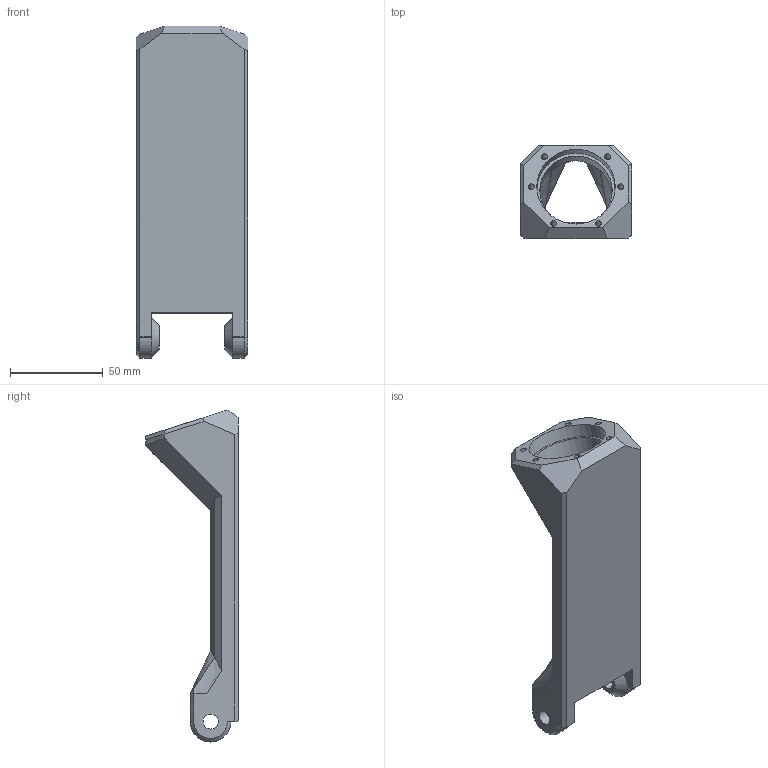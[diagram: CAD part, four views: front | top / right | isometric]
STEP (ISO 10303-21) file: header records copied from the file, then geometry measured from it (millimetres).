
FILE_DESCRIPTION(/* description */ (''),/* implementation_level */ '2;1');
FILE_NAME(/* name */ 'arm_main.stp',/* time_stamp */ '2024-06-29T23:06:51-07:00',/* author */ ('aaron'),/* organization */ (''),/* preprocessor_version */ 'ST-DEVELOPER v19.2',/* originating_system */ 'Autodesk Inventor 2023',/* authorisation */ '');
FILE_SCHEMA (('AUTOMOTIVE_DESIGN { 1 0 10303 214 3 1 1 }'));
Length unit declared in the file: millimetre
Products named in the file (1): arm_main
Bounding box: 60 x 50 x 178.59 mm (x, y, z)
Volume: 111531.8 mm3; surface area: 36443.1 mm2
Topology: 1 solids, 1 shells, 138 faces, 342 edges, 212 vertices
Faces by surface type: plane 80, bspline 40, cylinder 14, cone 4
Full cylindrical faces by diameter (mm): 3.2 x6, 8.1 x2, 39 x1, 42.2 x1
Entity records: 5156 total; most frequent: CARTESIAN_POINT 1967, ORIENTED_EDGE 684, DIRECTION 569, EDGE_CURVE 342, LINE 265, VECTOR 265, VERTEX_POINT 212, AXIS2_PLACEMENT_3D 152
